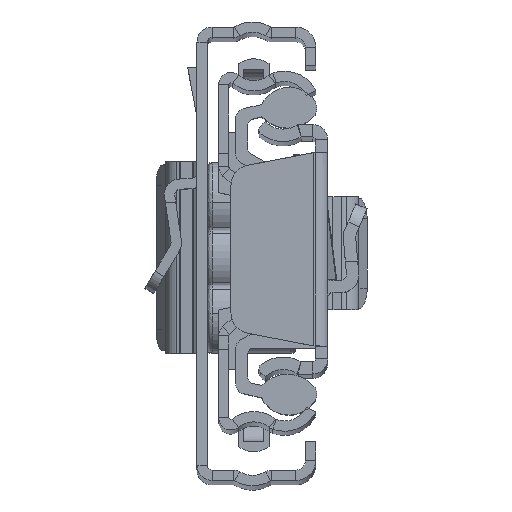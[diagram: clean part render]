
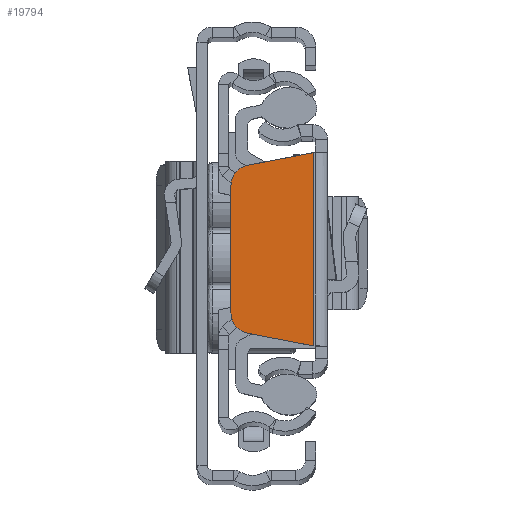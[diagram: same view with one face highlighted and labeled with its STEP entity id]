
A CAD part, top view. The second image highlights one B-rep face of the part: STEP entity #19794.
In plain terms, the highlighted planar face has unit normal (0, 0, 1).
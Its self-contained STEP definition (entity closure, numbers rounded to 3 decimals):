
#406 = CARTESIAN_POINT ( 'NONE',  ( -1.786, 9.298, 0. ) ) ;
#469 = DIRECTION ( 'NONE',  ( 0., -1., 0. ) ) ;
#683 = DIRECTION ( 'NONE',  ( 0., 0., 1. ) ) ;
#1571 = VECTOR ( 'NONE', #469, 1000. ) ;
#2060 = AXIS2_PLACEMENT_3D ( 'NONE', #20491, #6156, #2614 ) ;
#2492 = EDGE_CURVE ( 'NONE', #17831, #13953, #18395, .T. ) ;
#2614 = DIRECTION ( 'NONE',  ( -1., 0., 0. ) ) ;
#2739 = CARTESIAN_POINT ( 'NONE',  ( -1.786, -9.298, 0. ) ) ;
#3001 = EDGE_CURVE ( 'NONE', #17118, #15596, #12364, .T. ) ;
#3211 = VERTEX_POINT ( 'NONE', #16121 ) ;
#3372 = EDGE_LOOP ( 'NONE', ( #17298, #14448, #19606, #7841, #8018, #4948 ) ) ;
#4716 = DIRECTION ( 'NONE',  ( -1., 0., 0. ) ) ;
#4717 = VECTOR ( 'NONE', #20538, 1000. ) ;
#4948 = ORIENTED_EDGE ( 'NONE', *, *, #5287, .T. ) ;
#5287 = EDGE_CURVE ( 'NONE', #13953, #3211, #9046, .T. ) ;
#5297 = VECTOR ( 'NONE', #19118, 1000. ) ;
#5795 = CARTESIAN_POINT ( 'NONE',  ( -1.36, -9.379, 0. ) ) ;
#6156 = DIRECTION ( 'NONE',  ( 0., 0., 1. ) ) ;
#6165 = VECTOR ( 'NONE', #11764, 1000. ) ;
#7576 = CARTESIAN_POINT ( 'NONE',  ( -7.778, -8.147, 0. ) ) ;
#7841 = ORIENTED_EDGE ( 'NONE', *, *, #17482, .F. ) ;
#8018 = ORIENTED_EDGE ( 'NONE', *, *, #2492, .T. ) ;
#8138 = CARTESIAN_POINT ( 'NONE',  ( 0., 0., 0. ) ) ;
#8398 = LINE ( 'NONE', #18048, #1571 ) ;
#9046 = CIRCLE ( 'NONE', #21000, 2. ) ;
#9201 = CARTESIAN_POINT ( 'NONE',  ( -9.401, 0., 0. ) ) ;
#11764 = DIRECTION ( 'NONE',  ( -0.982, -0.189, 0. ) ) ;
#12364 = CIRCLE ( 'NONE', #2060, 2. ) ;
#12478 = CARTESIAN_POINT ( 'NONE',  ( -7.401, 6.183, 0. ) ) ;
#12493 = AXIS2_PLACEMENT_3D ( 'NONE', #8138, #16287, #4716 ) ;
#13079 = PLANE ( 'NONE',  #12493 ) ;
#13370 = CARTESIAN_POINT ( 'NONE',  ( -9.401, -6.183, 0. ) ) ;
#13953 = VERTEX_POINT ( 'NONE', #19153 ) ;
#14420 = EDGE_CURVE ( 'NONE', #15596, #20988, #20512, .T. ) ;
#14448 = ORIENTED_EDGE ( 'NONE', *, *, #3001, .T. ) ;
#15596 = VERTEX_POINT ( 'NONE', #7576 ) ;
#16121 = CARTESIAN_POINT ( 'NONE',  ( -9.401, 6.183, 0. ) ) ;
#16287 = DIRECTION ( 'NONE',  ( 0., 0., -1. ) ) ;
#16390 = FACE_OUTER_BOUND ( 'NONE', #3372, .T. ) ;
#16932 = EDGE_CURVE ( 'NONE', #3211, #17118, #17230, .T. ) ;
#17073 = DIRECTION ( 'NONE',  ( -1., 0., 0. ) ) ;
#17118 = VERTEX_POINT ( 'NONE', #13370 ) ;
#17230 = LINE ( 'NONE', #9201, #4717 ) ;
#17298 = ORIENTED_EDGE ( 'NONE', *, *, #16932, .T. ) ;
#17482 = EDGE_CURVE ( 'NONE', #17831, #20988, #8398, .T. ) ;
#17831 = VERTEX_POINT ( 'NONE', #20025 ) ;
#18048 = CARTESIAN_POINT ( 'NONE',  ( -1.36, -9.379, 0. ) ) ;
#18395 = LINE ( 'NONE', #406, #6165 ) ;
#19118 = DIRECTION ( 'NONE',  ( 0.982, -0.189, 0. ) ) ;
#19153 = CARTESIAN_POINT ( 'NONE',  ( -7.778, 8.147, 0. ) ) ;
#19606 = ORIENTED_EDGE ( 'NONE', *, *, #14420, .T. ) ;
#19794 = ADVANCED_FACE ( 'NONE', ( #16390 ), #13079, .F. ) ;
#20025 = CARTESIAN_POINT ( 'NONE',  ( -1.36, 9.379, 0. ) ) ;
#20491 = CARTESIAN_POINT ( 'NONE',  ( -7.401, -6.183, 0. ) ) ;
#20512 = LINE ( 'NONE', #2739, #5297 ) ;
#20538 = DIRECTION ( 'NONE',  ( 0., -1., 0. ) ) ;
#20988 = VERTEX_POINT ( 'NONE', #5795 ) ;
#21000 = AXIS2_PLACEMENT_3D ( 'NONE', #12478, #683, #17073 ) ;
